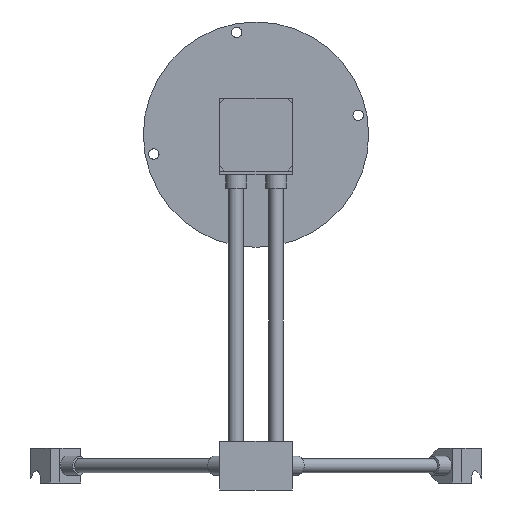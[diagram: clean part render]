
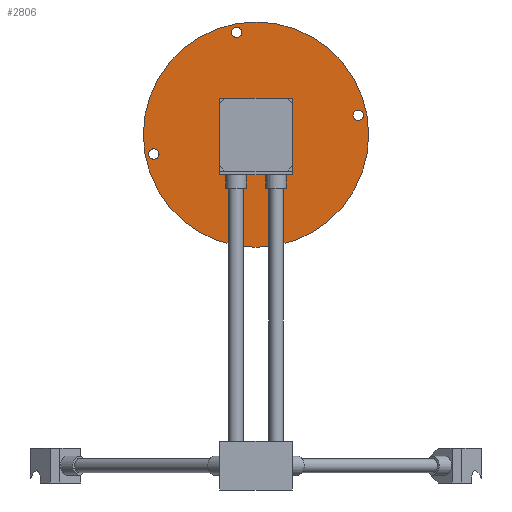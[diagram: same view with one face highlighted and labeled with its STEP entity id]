
A CAD part, front view. The second image highlights one B-rep face of the part: STEP entity #2806.
In plain terms, the highlighted planar face has unit normal (0, -1, 0).
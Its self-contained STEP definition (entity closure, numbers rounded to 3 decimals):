
#229=FACE_BOUND('',#656,.T.);
#230=FACE_BOUND('',#657,.T.);
#231=FACE_BOUND('',#658,.T.);
#232=FACE_BOUND('',#659,.T.);
#233=FACE_BOUND('',#660,.T.);
#312=CIRCLE('',#3201,15.);
#315=CIRCLE('',#3206,65.);
#316=CIRCLE('',#3207,3.);
#317=CIRCLE('',#3208,3.);
#318=CIRCLE('',#3209,3.);
#319=CIRCLE('',#3210,3.);
#451=FACE_OUTER_BOUND('',#655,.T.);
#655=EDGE_LOOP('',(#2160));
#656=EDGE_LOOP('',(#2161));
#657=EDGE_LOOP('',(#2162));
#658=EDGE_LOOP('',(#2163));
#659=EDGE_LOOP('',(#2164));
#660=EDGE_LOOP('',(#2165));
#1358=VERTEX_POINT('',#4619);
#1361=VERTEX_POINT('',#4629);
#1362=VERTEX_POINT('',#4631);
#1363=VERTEX_POINT('',#4633);
#1364=VERTEX_POINT('',#4635);
#1365=VERTEX_POINT('',#4637);
#1648=EDGE_CURVE('',#1358,#1358,#312,.T.);
#1653=EDGE_CURVE('',#1361,#1361,#315,.T.);
#1654=EDGE_CURVE('',#1362,#1362,#316,.T.);
#1655=EDGE_CURVE('',#1363,#1363,#317,.T.);
#1656=EDGE_CURVE('',#1364,#1364,#318,.T.);
#1657=EDGE_CURVE('',#1365,#1365,#319,.T.);
#2160=ORIENTED_EDGE('',*,*,#1653,.F.);
#2161=ORIENTED_EDGE('',*,*,#1654,.F.);
#2162=ORIENTED_EDGE('',*,*,#1655,.F.);
#2163=ORIENTED_EDGE('',*,*,#1656,.F.);
#2164=ORIENTED_EDGE('',*,*,#1657,.F.);
#2165=ORIENTED_EDGE('',*,*,#1648,.F.);
#2664=PLANE('',#3205);
#2806=ADVANCED_FACE('',(#451,#229,#230,#231,#232,#233),#2664,.F.);
#3201=AXIS2_PLACEMENT_3D('',#4620,#3748,#3749);
#3205=AXIS2_PLACEMENT_3D('',#4628,#3758,#3759);
#3206=AXIS2_PLACEMENT_3D('',#4630,#3760,#3761);
#3207=AXIS2_PLACEMENT_3D('',#4632,#3762,#3763);
#3208=AXIS2_PLACEMENT_3D('',#4634,#3764,#3765);
#3209=AXIS2_PLACEMENT_3D('',#4636,#3766,#3767);
#3210=AXIS2_PLACEMENT_3D('',#4638,#3768,#3769);
#3748=DIRECTION('center_axis',(0.,-1.,0.));
#3749=DIRECTION('ref_axis',(-1.,0.,0.));
#3758=DIRECTION('center_axis',(0.,1.,0.));
#3759=DIRECTION('ref_axis',(-1.,0.,0.));
#3760=DIRECTION('center_axis',(0.,1.,0.));
#3761=DIRECTION('ref_axis',(-1.,0.,0.));
#3762=DIRECTION('center_axis',(0.,-1.,0.));
#3763=DIRECTION('ref_axis',(-1.,0.,0.));
#3764=DIRECTION('center_axis',(0.,-1.,0.));
#3765=DIRECTION('ref_axis',(-1.,0.,0.));
#3766=DIRECTION('center_axis',(0.,-1.,0.));
#3767=DIRECTION('ref_axis',(-1.,0.,0.));
#3768=DIRECTION('center_axis',(0.,-1.,0.));
#3769=DIRECTION('ref_axis',(-1.,0.,0.));
#4619=CARTESIAN_POINT('',(15.,46.127,0.));
#4620=CARTESIAN_POINT('Origin',(0.,46.127,
0.));
#4628=CARTESIAN_POINT('Origin',(0.,46.127,
0.));
#4629=CARTESIAN_POINT('',(65.,46.127,0.));
#4630=CARTESIAN_POINT('Origin',(0.,46.127,
0.));
#4631=CARTESIAN_POINT('',(61.952,46.127,11.166));
#4632=CARTESIAN_POINT('Origin',(58.952,46.127,11.166));
#4633=CARTESIAN_POINT('',(-8.166,46.127,58.952));
#4634=CARTESIAN_POINT('Origin',(-11.166,46.127,58.952));
#4635=CARTESIAN_POINT('',(-55.952,46.127,-11.166));
#4636=CARTESIAN_POINT('Origin',(-58.952,46.127,-11.166));
#4637=CARTESIAN_POINT('',(14.166,46.127,-58.952));
#4638=CARTESIAN_POINT('Origin',(11.166,46.127,-58.952));
